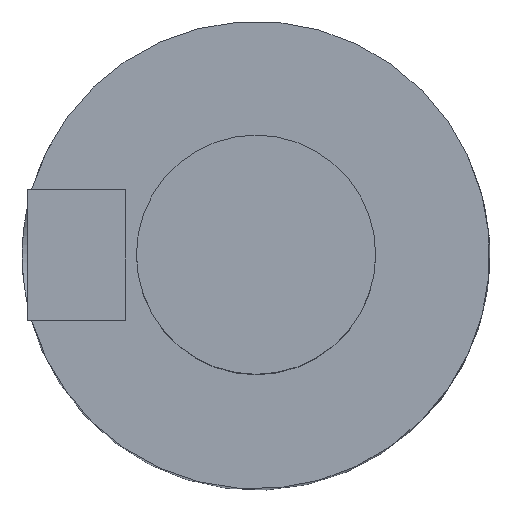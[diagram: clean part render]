
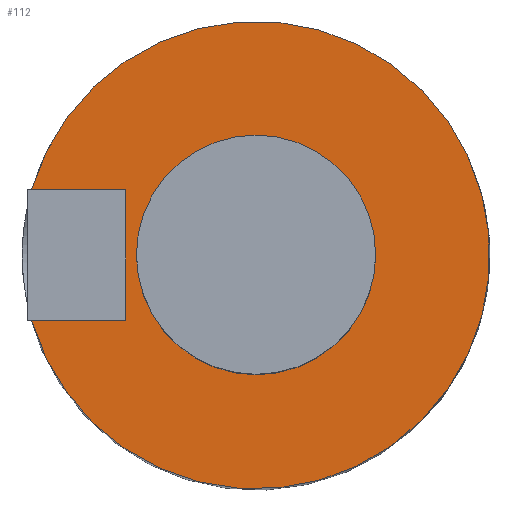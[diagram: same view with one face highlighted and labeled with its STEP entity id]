
A CAD part, top view. The second image highlights one B-rep face of the part: STEP entity #112.
In plain terms, the highlighted planar face has unit normal (0, 0, 1).
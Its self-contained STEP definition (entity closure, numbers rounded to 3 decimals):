
#61=PLANE('',#534);
#85=FACE_OUTER_BOUND('',#151,.T.);
#112=ADVANCED_FACE('',(#85),#61,.T.);
#151=EDGE_LOOP('',(#233,#234,#235,#236));
#173=CIRCLE('',#519,21.5);
#233=ORIENTED_EDGE('',*,*,#371,.F.);
#234=ORIENTED_EDGE('',*,*,#341,.T.);
#235=ORIENTED_EDGE('',*,*,#372,.T.);
#236=ORIENTED_EDGE('',*,*,#373,.T.);
#302=VERTEX_POINT('',#696);
#303=VERTEX_POINT('',#698);
#324=VERTEX_POINT('',#770);
#325=VERTEX_POINT('',#772);
#341=EDGE_CURVE('',#303,#302,#173,.T.);
#371=EDGE_CURVE('',#303,#324,#422,.T.);
#372=EDGE_CURVE('',#302,#325,#423,.T.);
#373=EDGE_CURVE('',#325,#324,#424,.T.);
#422=LINE('',#769,#468);
#423=LINE('',#771,#469);
#424=LINE('',#773,#470);
#468=VECTOR('',#619,1.);
#469=VECTOR('',#620,1.);
#470=VECTOR('',#621,1.);
#519=AXIS2_PLACEMENT_3D('',#697,#567,#568);
#534=AXIS2_PLACEMENT_3D('',#774,#622,#623);
#567=DIRECTION('',(0.,0.,1.));
#568=DIRECTION('',(-0.96,-0.279,0.));
#619=DIRECTION('',(1.,0.,0.));
#620=DIRECTION('',(1.,0.,0.));
#621=DIRECTION('',(0.,-1.,0.));
#622=DIRECTION('',(0.,0.,1.));
#623=DIRECTION('',(-1.,0.,0.));
#696=CARTESIAN_POINT('',(-20.646,6.,0.));
#697=CARTESIAN_POINT('',(0.,0.,0.));
#698=CARTESIAN_POINT('',(-20.646,-6.,0.));
#769=CARTESIAN_POINT('',(-20.646,-6.,0.));
#770=CARTESIAN_POINT('',(-12.,-6.,0.));
#771=CARTESIAN_POINT('',(-20.646,6.,0.));
#772=CARTESIAN_POINT('',(-12.,6.,0.));
#773=CARTESIAN_POINT('',(-12.,6.,0.));
#774=CARTESIAN_POINT('',(0.,0.,0.));
